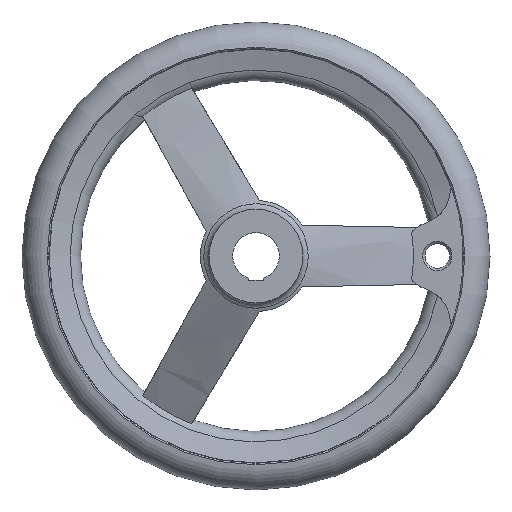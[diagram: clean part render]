
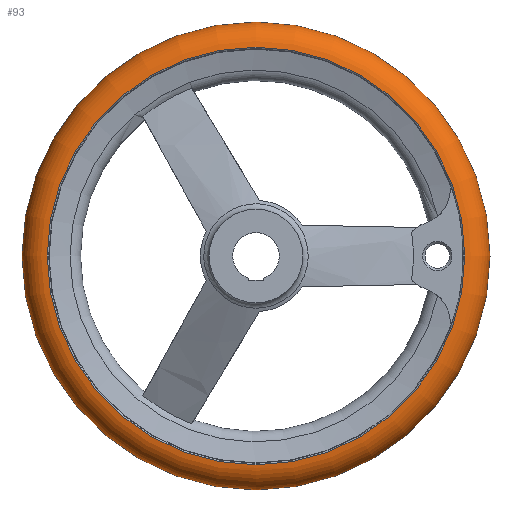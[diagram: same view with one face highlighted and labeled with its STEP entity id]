
A CAD part, front view. The second image highlights one B-rep face of the part: STEP entity #93.
In plain terms, the highlighted toroidal (fillet/blend) face has major radius 71 mm and minor radius 9 mm.
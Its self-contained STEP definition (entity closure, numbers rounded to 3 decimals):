
#93 = ADVANCED_FACE( '', ( #214, #215, #216 ), #217, .T. );
#214 = FACE_BOUND( '', #375, .T. );
#215 = FACE_OUTER_BOUND( '', #376, .T. );
#216 = FACE_OUTER_BOUND( '', #377, .T. );
#217 = TOROIDAL_SURFACE( '', #378, 71., 9. );
#375 = VERTEX_LOOP( '', #598 );
#376 = EDGE_LOOP( '', ( #599 ) );
#377 = EDGE_LOOP( '', ( #600 ) );
#378 = AXIS2_PLACEMENT_3D( '', #601, #602, #603 );
#598 = VERTEX_POINT( '', #921 );
#599 = ORIENTED_EDGE( '', *, *, #922, .T. );
#600 = ORIENTED_EDGE( '', *, *, #923, .F. );
#601 = CARTESIAN_POINT( '', ( 0., 31., 0. ) );
#602 = DIRECTION( '', ( 0., -1., 0. ) );
#603 = DIRECTION( '', ( 0., 0., -1. ) );
#921 = CARTESIAN_POINT( '', ( 0., 31., -80. ) );
#922 = EDGE_CURVE( '', #1107, #1107, #1108, .T. );
#923 = EDGE_CURVE( '', #1109, #1109, #1110, .T. );
#1107 = VERTEX_POINT( '', #1500 );
#1108 = CIRCLE( '', #1501, 71.375 );
#1109 = VERTEX_POINT( '', #1502 );
#1110 = CIRCLE( '', #1503, 71.375 );
#1500 = CARTESIAN_POINT( '', ( 0., 39.992, -71.375 ) );
#1501 = AXIS2_PLACEMENT_3D( '', #1896, #1897, #1898 );
#1502 = CARTESIAN_POINT( '', ( 0., 22.008, -71.375 ) );
#1503 = AXIS2_PLACEMENT_3D( '', #1899, #1900, #1901 );
#1896 = CARTESIAN_POINT( '', ( 0., 39.992, 0. ) );
#1897 = DIRECTION( '', ( 0., -1., 0. ) );
#1898 = DIRECTION( '', ( 0., 0., -1. ) );
#1899 = CARTESIAN_POINT( '', ( 0., 22.008, 0. ) );
#1900 = DIRECTION( '', ( 0., -1., 0. ) );
#1901 = DIRECTION( '', ( 0., 0., -1. ) );
